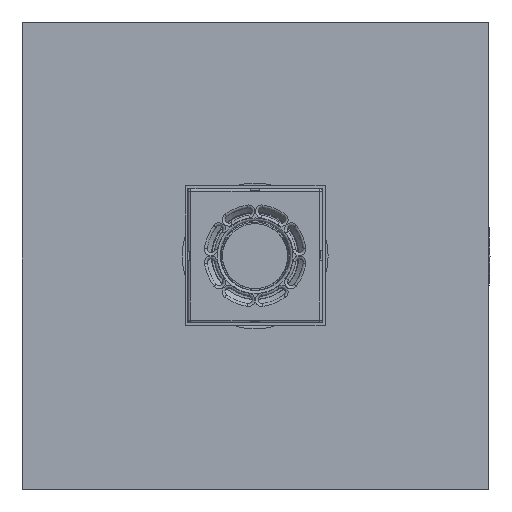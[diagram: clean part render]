
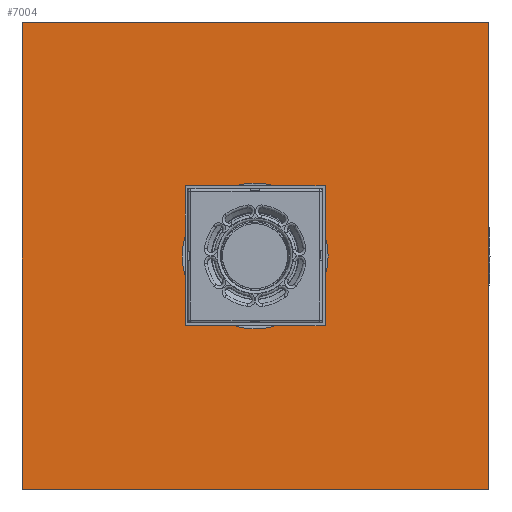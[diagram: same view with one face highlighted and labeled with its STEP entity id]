
A CAD part, top view. The second image highlights one B-rep face of the part: STEP entity #7004.
In plain terms, the highlighted planar face has unit normal (0, 0, 1).
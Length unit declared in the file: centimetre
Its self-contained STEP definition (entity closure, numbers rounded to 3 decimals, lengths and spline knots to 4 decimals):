
#332=LINE('',#11188,#710);
#334=LINE('',#11194,#712);
#337=LINE('',#11199,#715);
#340=LINE('',#11203,#718);
#710=VECTOR('',#8685,1.);
#712=VECTOR('',#8689,1.);
#715=VECTOR('',#8694,1.);
#718=VECTOR('',#8699,1.);
#1233=FACE_BOUND('',#1814,.T.);
#1342=FACE_OUTER_BOUND('',#1813,.T.);
#1813=EDGE_LOOP('',(#4841,#4842,#4843,#4844));
#1814=EDGE_LOOP('',(#4845));
#2352=CIRCLE('',#7544,78.2516);
#2924=VERTEX_POINT('',#11182);
#2926=VERTEX_POINT('',#11186);
#2927=VERTEX_POINT('',#11190);
#2929=VERTEX_POINT('',#11193);
#2948=VERTEX_POINT('',#11261);
#3628=EDGE_CURVE('',#2924,#2926,#332,.T.);
#3630=EDGE_CURVE('',#2929,#2927,#334,.T.);
#3633=EDGE_CURVE('',#2926,#2929,#337,.T.);
#3636=EDGE_CURVE('',#2924,#2927,#340,.T.);
#3664=EDGE_CURVE('',#2948,#2948,#2352,.T.);
#4841=ORIENTED_EDGE('',*,*,#3636,.F.);
#4842=ORIENTED_EDGE('',*,*,#3628,.T.);
#4843=ORIENTED_EDGE('',*,*,#3633,.T.);
#4844=ORIENTED_EDGE('',*,*,#3630,.T.);
#4845=ORIENTED_EDGE('',*,*,#3664,.T.);
#6818=PLANE('',#7547);
#7004=ADVANCED_FACE('',(#1342,#1233),#6818,.T.);
#7544=AXIS2_PLACEMENT_3D('',#11262,#8773,#8774);
#7547=AXIS2_PLACEMENT_3D('',#11265,#8779,#8780);
#8685=DIRECTION('',(1.,0.,0.));
#8689=DIRECTION('',(-1.,0.,0.));
#8694=DIRECTION('',(0.,1.,0.));
#8699=DIRECTION('',(0.,1.,0.));
#8773=DIRECTION('center_axis',(0.,0.,-1.));
#8774=DIRECTION('ref_axis',(1.,0.,0.));
#8779=DIRECTION('center_axis',(0.,0.,1.));
#8780=DIRECTION('ref_axis',(0.,1.,0.));
#11182=CARTESIAN_POINT('',(-250.,-250.,251.5));
#11186=CARTESIAN_POINT('',(250.,-250.,251.5));
#11188=CARTESIAN_POINT('',(0.,-250.,251.5));
#11190=CARTESIAN_POINT('',(-250.,250.,251.5));
#11193=CARTESIAN_POINT('',(250.,250.,251.5));
#11194=CARTESIAN_POINT('',(0.,250.,251.5));
#11199=CARTESIAN_POINT('',(250.,0.,251.5));
#11203=CARTESIAN_POINT('',(-250.,0.,251.5));
#11261=CARTESIAN_POINT('',(0.,-78.2516,251.5));
#11262=CARTESIAN_POINT('Origin',(0.,0.,251.5));
#11265=CARTESIAN_POINT('Origin',(0.,0.,251.5));
